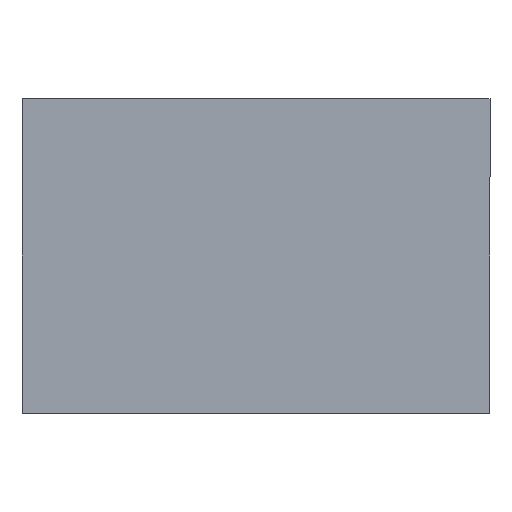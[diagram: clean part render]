
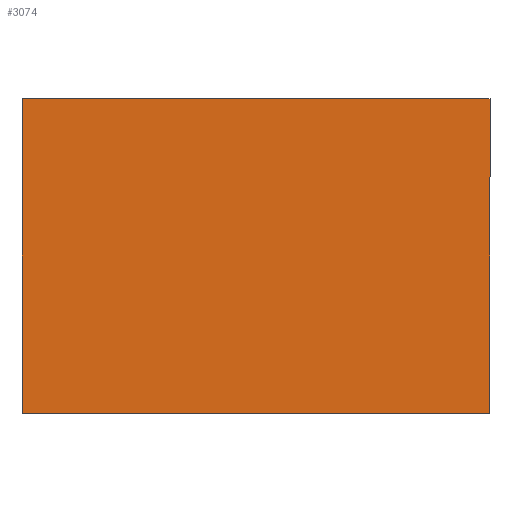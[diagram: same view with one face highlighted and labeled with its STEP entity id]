
A CAD part, front view. The second image highlights one B-rep face of the part: STEP entity #3074.
In plain terms, the highlighted planar face has unit normal (0, -1, 0).
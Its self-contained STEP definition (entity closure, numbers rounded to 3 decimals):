
#11 = EDGE_LOOP ( 'NONE', ( #2912, #1680, #319, #2736 ) ) ;
#48 = FACE_OUTER_BOUND ( 'NONE', #11, .T. ) ;
#130 = CARTESIAN_POINT ( 'NONE',  ( 1.525, -0.4, -1.025 ) ) ;
#205 = DIRECTION ( 'NONE',  ( -1., 0., 0. ) ) ;
#319 = ORIENTED_EDGE ( 'NONE', *, *, #3547, .F. ) ;
#406 = DIRECTION ( 'NONE',  ( 0., 1., 0. ) ) ;
#884 = CARTESIAN_POINT ( 'NONE',  ( -1.525, -0.4, 1.025 ) ) ;
#943 = VERTEX_POINT ( 'NONE', #130 ) ;
#962 = AXIS2_PLACEMENT_3D ( 'NONE', #4723, #406, #2778 ) ;
#1223 = CARTESIAN_POINT ( 'NONE',  ( 1.525, -0.4, 1.025 ) ) ;
#1354 = CARTESIAN_POINT ( 'NONE',  ( -1.525, -0.4, -1.025 ) ) ;
#1643 = LINE ( 'NONE', #3142, #2211 ) ;
#1680 = ORIENTED_EDGE ( 'NONE', *, *, #4773, .F. ) ;
#1818 = VECTOR ( 'NONE', #2976, 1000. ) ;
#1820 = LINE ( 'NONE', #3798, #1818 ) ;
#2122 = LINE ( 'NONE', #1354, #4977 ) ;
#2209 = DIRECTION ( 'NONE',  ( 0., 0., 1. ) ) ;
#2211 = VECTOR ( 'NONE', #3169, 1000. ) ;
#2736 = ORIENTED_EDGE ( 'NONE', *, *, #3185, .F. ) ;
#2778 = DIRECTION ( 'NONE',  ( 0., 0., 1. ) ) ;
#2912 = ORIENTED_EDGE ( 'NONE', *, *, #3909, .F. ) ;
#2976 = DIRECTION ( 'NONE',  ( 1., 0., 0. ) ) ;
#3074 = ADVANCED_FACE ( 'NONE', ( #48 ), #3891, .F. ) ;
#3142 = CARTESIAN_POINT ( 'NONE',  ( 1.525, -0.4, -1.025 ) ) ;
#3169 = DIRECTION ( 'NONE',  ( 0., 0., -1. ) ) ;
#3185 = EDGE_CURVE ( 'NONE', #943, #3653, #2122, .T. ) ;
#3369 = LINE ( 'NONE', #3810, #3503 ) ;
#3394 = VERTEX_POINT ( 'NONE', #1223 ) ;
#3503 = VECTOR ( 'NONE', #2209, 1000. ) ;
#3547 = EDGE_CURVE ( 'NONE', #3653, #4629, #3369, .T. ) ;
#3653 = VERTEX_POINT ( 'NONE', #4206 ) ;
#3798 = CARTESIAN_POINT ( 'NONE',  ( -1.525, -0.4, 1.025 ) ) ;
#3810 = CARTESIAN_POINT ( 'NONE',  ( -1.525, -0.4, -1.025 ) ) ;
#3891 = PLANE ( 'NONE',  #962 ) ;
#3909 = EDGE_CURVE ( 'NONE', #3394, #943, #1643, .T. ) ;
#4206 = CARTESIAN_POINT ( 'NONE',  ( -1.525, -0.4, -1.025 ) ) ;
#4629 = VERTEX_POINT ( 'NONE', #884 ) ;
#4723 = CARTESIAN_POINT ( 'NONE',  ( 0., -0.4, 0. ) ) ;
#4773 = EDGE_CURVE ( 'NONE', #4629, #3394, #1820, .T. ) ;
#4977 = VECTOR ( 'NONE', #205, 1000. ) ;
